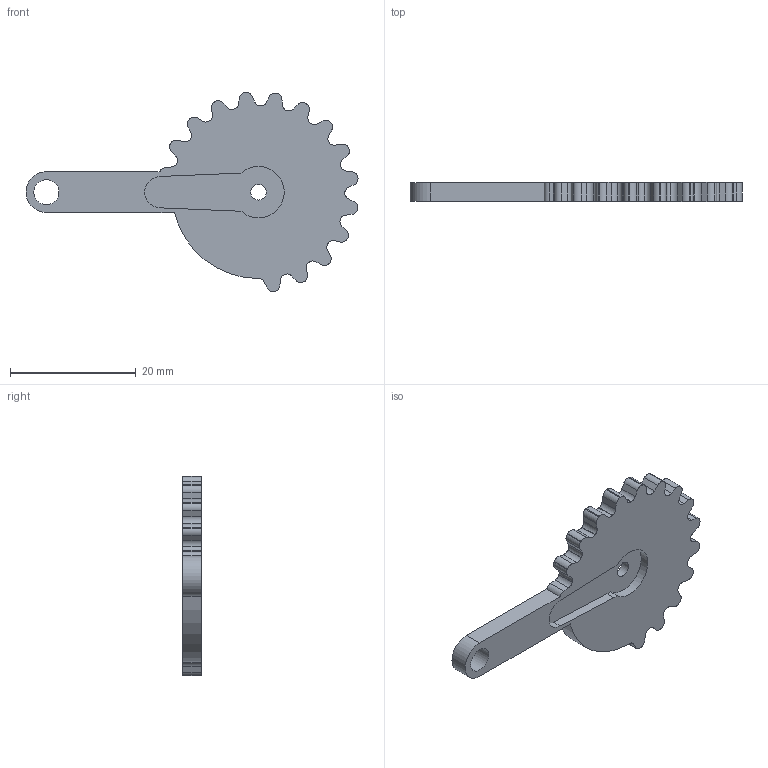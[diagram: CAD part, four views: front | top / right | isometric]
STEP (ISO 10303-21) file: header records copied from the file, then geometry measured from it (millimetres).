
FILE_DESCRIPTION(/* description */ (''),/* implementation_level */ '2;1');
FILE_NAME(/* name */ 'gear 2.1.stp',/* time_stamp */ '2021-05-12T17:15:30+07:00',/* author */ ('Luthfi '),/* organization */ (''),/* preprocessor_version */ 'ST-DEVELOPER v18.1',/* originating_system */ 'Autodesk Inventor 2021',/* authorisation */ '');
FILE_SCHEMA (('CONFIG_CONTROL_DESIGN'));
Length unit declared in the file: millimetre
Products named in the file (1): gear 2.1
Bounding box: 52.85 x 3 x 31.7 mm (x, y, z)
Volume: 2207.4 mm3; surface area: 2229.9 mm2
Topology: 1 solids, 1 shells, 131 faces, 384 edges, 256 vertices
Faces by surface type: cylinder 79, plane 52
Full cylindrical faces by diameter (mm): 2.5 x1, 4 x1
Entity records: 4465 total; most frequent: DIRECTION 806, CARTESIAN_POINT 772, ORIENTED_EDGE 768, EDGE_CURVE 384, AXIS2_PLACEMENT_3D 290, VERTEX_POINT 256, LINE 226, VECTOR 226
